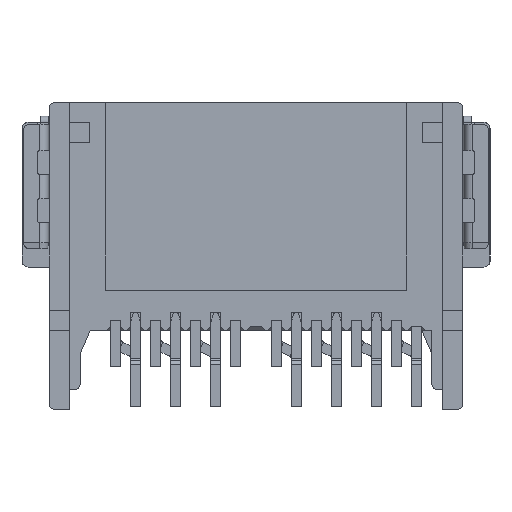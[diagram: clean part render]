
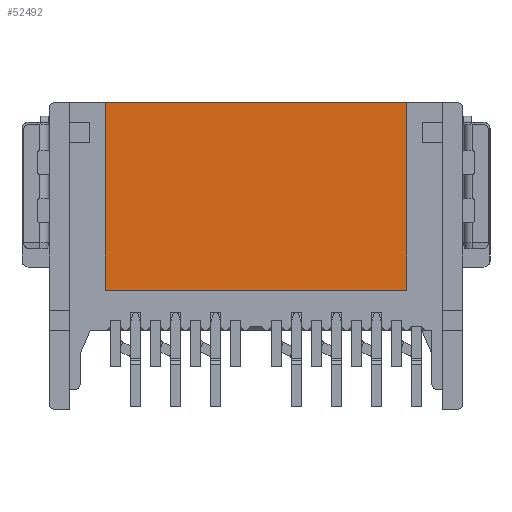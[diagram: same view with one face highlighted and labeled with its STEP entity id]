
A CAD part, front view. The second image highlights one B-rep face of the part: STEP entity #52492.
In plain terms, the highlighted planar face has unit normal (0, -1, 0).
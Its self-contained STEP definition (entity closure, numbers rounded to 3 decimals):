
#2049 = LINE ( 'NONE', #48278, #73460 ) ;
#2634 = AXIS2_PLACEMENT_3D ( 'NONE', #40732, #16207, #38237 ) ;
#2787 = EDGE_CURVE ( 'NONE', #8973, #50416, #2049, .T. ) ;
#6006 = EDGE_CURVE ( 'NONE', #54072, #61040, #36527, .T. ) ;
#6470 = CARTESIAN_POINT ( 'NONE',  ( 7.5, -4.75, 0. ) ) ;
#8530 = CARTESIAN_POINT ( 'NONE',  ( -7.5, -4.75, -9.35 ) ) ;
#8973 = VERTEX_POINT ( 'NONE', #8530 ) ;
#11134 = LINE ( 'NONE', #46350, #41654 ) ;
#15102 = ORIENTED_EDGE ( 'NONE', *, *, #51140, .F. ) ;
#16207 = DIRECTION ( 'NONE',  ( 0., 1., 0. ) ) ;
#19143 = ORIENTED_EDGE ( 'NONE', *, *, #61794, .T. ) ;
#20162 = ORIENTED_EDGE ( 'NONE', *, *, #2787, .T. ) ;
#22132 = DIRECTION ( 'NONE',  ( 0., 0., -1. ) ) ;
#22756 = CARTESIAN_POINT ( 'NONE',  ( 7.5, -4.75, -9.35 ) ) ;
#36527 = LINE ( 'NONE', #57413, #56327 ) ;
#38237 = DIRECTION ( 'NONE',  ( 0., 0., 1. ) ) ;
#40732 = CARTESIAN_POINT ( 'NONE',  ( -7.5, -4.75, 0. ) ) ;
#41654 = VECTOR ( 'NONE', #22132, 1000. ) ;
#42062 = VECTOR ( 'NONE', #53399, 1000. ) ;
#46350 = CARTESIAN_POINT ( 'NONE',  ( -7.5, -4.75, 0. ) ) ;
#47496 = CARTESIAN_POINT ( 'NONE',  ( 7.5, -4.75, 0. ) ) ;
#48278 = CARTESIAN_POINT ( 'NONE',  ( -7.5, -4.75, -9.35 ) ) ;
#50416 = VERTEX_POINT ( 'NONE', #22756 ) ;
#51140 = EDGE_CURVE ( 'NONE', #61040, #50416, #63659, .T. ) ;
#51427 = EDGE_LOOP ( 'NONE', ( #19143, #20162, #15102, #51760 ) ) ;
#51760 = ORIENTED_EDGE ( 'NONE', *, *, #6006, .F. ) ;
#52492 = ADVANCED_FACE ( 'NONE', ( #54470 ), #66955, .F. ) ;
#53399 = DIRECTION ( 'NONE',  ( 0., 0., -1. ) ) ;
#54072 = VERTEX_POINT ( 'NONE', #60985 ) ;
#54470 = FACE_OUTER_BOUND ( 'NONE', #51427, .T. ) ;
#56327 = VECTOR ( 'NONE', #65665, 1000. ) ;
#57413 = CARTESIAN_POINT ( 'NONE',  ( -7.5, -4.75, 0. ) ) ;
#60985 = CARTESIAN_POINT ( 'NONE',  ( -7.5, -4.75, 0. ) ) ;
#61040 = VERTEX_POINT ( 'NONE', #47496 ) ;
#61794 = EDGE_CURVE ( 'NONE', #54072, #8973, #11134, .T. ) ;
#63659 = LINE ( 'NONE', #6470, #42062 ) ;
#65665 = DIRECTION ( 'NONE',  ( 1., 0., 0. ) ) ;
#66955 = PLANE ( 'NONE',  #2634 ) ;
#71349 = DIRECTION ( 'NONE',  ( 1., 0., 0. ) ) ;
#73460 = VECTOR ( 'NONE', #71349, 1000. ) ;
